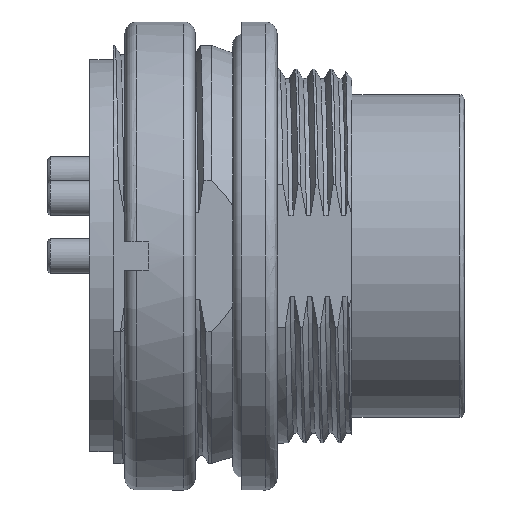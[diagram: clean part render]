
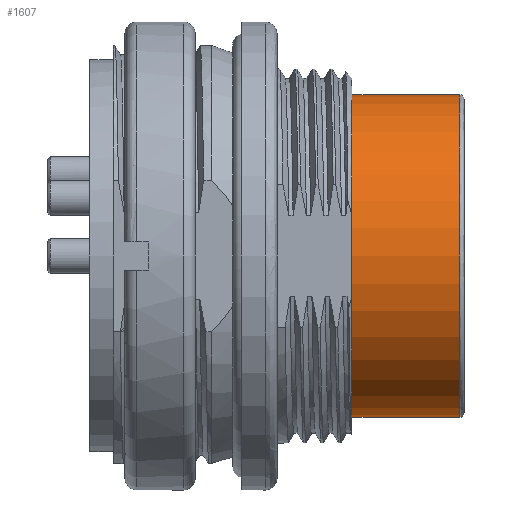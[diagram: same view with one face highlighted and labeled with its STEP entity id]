
A CAD part, front view. The second image highlights one B-rep face of the part: STEP entity #1607.
In plain terms, the highlighted cylindrical face has radius 6.9 mm (diameter 13.8 mm), a full revolution.
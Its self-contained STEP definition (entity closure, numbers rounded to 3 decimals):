
#1118=CYLINDRICAL_SURFACE('',#7015,6.9);
#1607=ADVANCED_FACE('',(#2626,#2627),#1118,.T.);
#2626=FACE_BOUND('',#3015,.T.);
#2627=FACE_BOUND('',#3016,.T.);
#3015=EDGE_LOOP('',(#4262));
#3016=EDGE_LOOP('',(#4263));
#4262=ORIENTED_EDGE('',*,*,#6293,.F.);
#4263=ORIENTED_EDGE('',*,*,#6295,.T.);
#5513=VERTEX_POINT('',#14068);
#5514=VERTEX_POINT('',#14072);
#6293=EDGE_CURVE('',#5513,#5513,#6647,.T.);
#6295=EDGE_CURVE('',#5514,#5514,#6649,.T.);
#6647=CIRCLE('',#7011,6.9);
#6649=CIRCLE('',#7014,6.9);
#7011=AXIS2_PLACEMENT_3D('',#14067,#8063,#8064);
#7014=AXIS2_PLACEMENT_3D('',#14071,#8069,#8070);
#7015=AXIS2_PLACEMENT_3D('',#14073,#8071,#8072);
#8063=DIRECTION('',(-1.,0.,0.));
#8064=DIRECTION('',(0.,-1.,0.));
#8069=DIRECTION('',(-1.,0.,0.));
#8070=DIRECTION('',(0.,-1.,0.));
#8071=DIRECTION('',(-1.,0.,0.));
#8072=DIRECTION('',(0.,-1.,0.));
#14067=CARTESIAN_POINT('',(11.2,0.,0.));
#14068=CARTESIAN_POINT('',(11.2,-6.9,0.));
#14071=CARTESIAN_POINT('',(15.8,0.,0.));
#14072=CARTESIAN_POINT('',(15.8,-6.9,0.));
#14073=CARTESIAN_POINT('',(16.,0.,0.));
